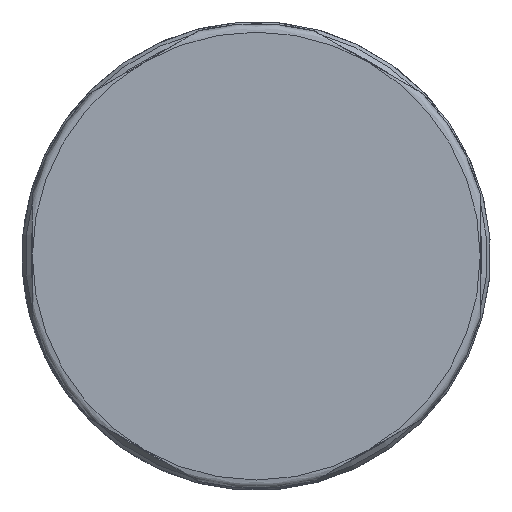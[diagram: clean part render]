
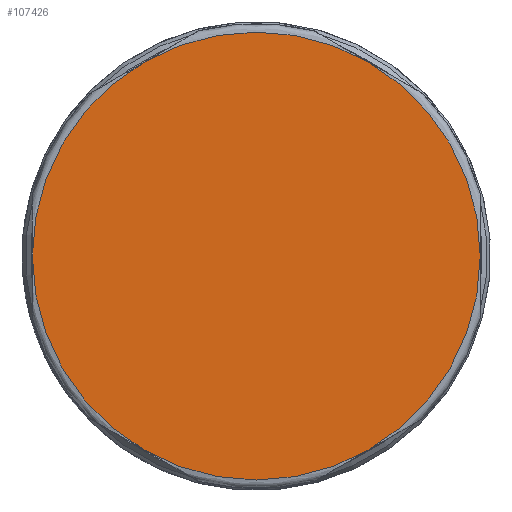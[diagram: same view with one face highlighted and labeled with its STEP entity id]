
A CAD part, left-side view. The second image highlights one B-rep face of the part: STEP entity #107426.
In plain terms, the highlighted planar face has unit normal (-1, 0, 0).
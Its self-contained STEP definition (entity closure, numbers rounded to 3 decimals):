
#106312=CARTESIAN_POINT('',(0.,6.5,11.258));
#106313=VERTEX_POINT('',#106312);
#106412=CARTESIAN_POINT('',(0.,-6.5,11.258));
#106413=VERTEX_POINT('',#106412);
#106512=CARTESIAN_POINT('',(0.,-13.0,0.));
#106513=VERTEX_POINT('',#106512);
#106612=CARTESIAN_POINT('',(0.,-6.5,-11.258));
#106613=VERTEX_POINT('',#106612);
#106712=CARTESIAN_POINT('',(0.,6.5,-11.258));
#106713=VERTEX_POINT('',#106712);
#106784=CARTESIAN_POINT('',(0.,13.0,0.0));
#106785=VERTEX_POINT('',#106784);
#106786=CARTESIAN_POINT('',(0.,0.0,0.0));
#106787=DIRECTION('',(-1.0,0.0,0.0));
#106788=DIRECTION('',(0.0,-1.0,0.0));
#106789=AXIS2_PLACEMENT_3D('',#106786,#106787,#106788);
#106790=CIRCLE('',#106789,13.0);
#106791=EDGE_CURVE('',#106785,#106713,#106790,.T.);
#106828=CARTESIAN_POINT('',(0.,0.0,0.0));
#106829=DIRECTION('',(-1.0,0.0,0.0));
#106830=DIRECTION('',(0.0,-1.0,0.0));
#106831=AXIS2_PLACEMENT_3D('',#106828,#106829,#106830);
#106832=CIRCLE('',#106831,13.0);
#106833=EDGE_CURVE('',#106713,#106613,#106832,.T.);
#106852=CARTESIAN_POINT('',(0.,0.0,0.0));
#106853=DIRECTION('',(-1.0,0.0,0.0));
#106854=DIRECTION('',(0.0,-1.0,0.0));
#106855=AXIS2_PLACEMENT_3D('',#106852,#106853,#106854);
#106856=CIRCLE('',#106855,13.0);
#106857=EDGE_CURVE('',#106613,#106513,#106856,.T.);
#106876=CARTESIAN_POINT('',(0.,0.0,0.0));
#106877=DIRECTION('',(-1.0,0.0,0.0));
#106878=DIRECTION('',(0.0,-1.0,0.0));
#106879=AXIS2_PLACEMENT_3D('',#106876,#106877,#106878);
#106880=CIRCLE('',#106879,13.0);
#106881=EDGE_CURVE('',#106513,#106413,#106880,.T.);
#106926=CARTESIAN_POINT('',(0.,0.0,0.0));
#106927=DIRECTION('',(-1.0,0.0,0.0));
#106928=DIRECTION('',(0.0,-1.0,0.0));
#106929=AXIS2_PLACEMENT_3D('',#106926,#106927,#106928);
#106930=CIRCLE('',#106929,13.0);
#106931=EDGE_CURVE('',#106313,#106785,#106930,.T.);
#106942=CARTESIAN_POINT('',(0.,0.0,0.0));
#106943=DIRECTION('',(-1.0,0.0,0.0));
#106944=DIRECTION('',(0.0,-1.0,0.0));
#106945=AXIS2_PLACEMENT_3D('',#106942,#106943,#106944);
#106946=CIRCLE('',#106945,13.0);
#106947=EDGE_CURVE('',#106413,#106313,#106946,.T.);
#107413=CARTESIAN_POINT('',(0.,-10.8,0.0));
#107414=DIRECTION('',(-1.0,0.0,0.0));
#107415=DIRECTION('',(0.0,0.0,1.0));
#107416=AXIS2_PLACEMENT_3D('',#107413,#107414,#107415);
#107417=PLANE('',#107416);
#107418=ORIENTED_EDGE('',*,*,#106791,.T.);
#107419=ORIENTED_EDGE('',*,*,#106833,.T.);
#107420=ORIENTED_EDGE('',*,*,#106857,.T.);
#107421=ORIENTED_EDGE('',*,*,#106881,.T.);
#107422=ORIENTED_EDGE('',*,*,#106947,.T.);
#107423=ORIENTED_EDGE('',*,*,#106931,.T.);
#107424=EDGE_LOOP('',(#107418,#107419,#107420,#107421,#107422,#107423));
#107425=FACE_OUTER_BOUND('',#107424,.T.);
#107426=ADVANCED_FACE('',(#107425),#107417,.T.);
